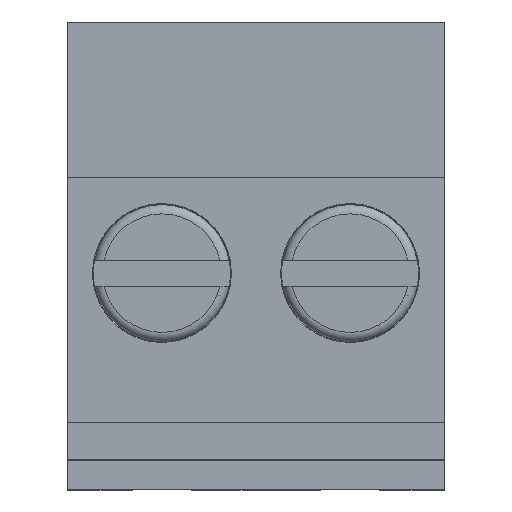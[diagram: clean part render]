
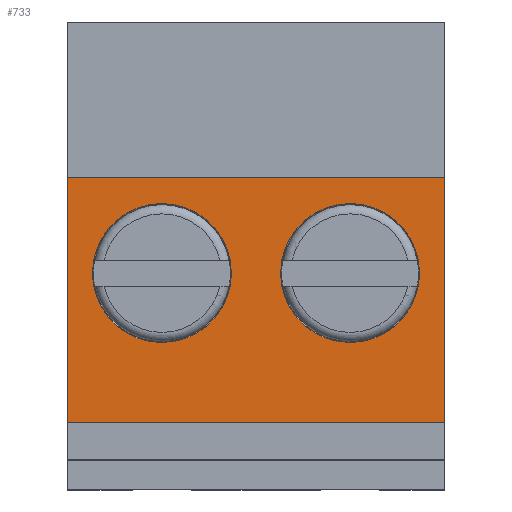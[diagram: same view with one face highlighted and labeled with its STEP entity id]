
A CAD part, top view. The second image highlights one B-rep face of the part: STEP entity #733.
In plain terms, the highlighted planar face has unit normal (0, 0, 1).
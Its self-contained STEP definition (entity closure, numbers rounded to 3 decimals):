
#733 = ADVANCED_FACE( '', ( #1614, #1615, #1616 ), #1617, .T. );
#1614 = FACE_BOUND( '', #2702, .T. );
#1615 = FACE_OUTER_BOUND( '', #2703, .T. );
#1616 = FACE_BOUND( '', #2704, .T. );
#1617 = PLANE( '', #2705 );
#2702 = EDGE_LOOP( '', ( #4521 ) );
#2703 = EDGE_LOOP( '', ( #4522, #4523, #4524, #4525 ) );
#2704 = EDGE_LOOP( '', ( #4526 ) );
#2705 = AXIS2_PLACEMENT_3D( '', #4527, #4528, #4529 );
#4521 = ORIENTED_EDGE( '', *, *, #7328, .T. );
#4522 = ORIENTED_EDGE( '', *, *, #7329, .F. );
#4523 = ORIENTED_EDGE( '', *, *, #7280, .F. );
#4524 = ORIENTED_EDGE( '', *, *, #7330, .T. );
#4525 = ORIENTED_EDGE( '', *, *, #7331, .T. );
#4526 = ORIENTED_EDGE( '', *, *, #7332, .T. );
#4527 = CARTESIAN_POINT( '', ( 5.08, -4.5, 9. ) );
#4528 = DIRECTION( '', ( 0., 0., 1. ) );
#4529 = DIRECTION( '', ( 1., 0., 0. ) );
#7280 = EDGE_CURVE( '', #8992, #8988, #8994, .T. );
#7328 = EDGE_CURVE( '', #9063, #9063, #9064, .T. );
#7329 = EDGE_CURVE( '', #8988, #9065, #9066, .T. );
#7330 = EDGE_CURVE( '', #8992, #9067, #9068, .T. );
#7331 = EDGE_CURVE( '', #9067, #9065, #9069, .T. );
#7332 = EDGE_CURVE( '', #9070, #9070, #9071, .T. );
#8988 = VERTEX_POINT( '', #11348 );
#8992 = VERTEX_POINT( '', #11354 );
#8994 = LINE( '', #11357, #11358 );
#9063 = VERTEX_POINT( '', #11457 );
#9064 = CIRCLE( '', #11458, 1.875 );
#9065 = VERTEX_POINT( '', #11459 );
#9066 = LINE( '', #11460, #11461 );
#9067 = VERTEX_POINT( '', #11462 );
#9068 = LINE( '', #11463, #11464 );
#9069 = LINE( '', #11465, #11466 );
#9070 = VERTEX_POINT( '', #11467 );
#9071 = CIRCLE( '', #11468, 1.875 );
#11348 = CARTESIAN_POINT( '', ( -5.08, -4.5, 9. ) );
#11354 = CARTESIAN_POINT( '', ( 5.08, -4.5, 9. ) );
#11357 = CARTESIAN_POINT( '', ( 5.08, -4.5, 9. ) );
#11358 = VECTOR( '', #13228, 1000. );
#11457 = CARTESIAN_POINT( '', ( 4.415, -0.475, 9. ) );
#11458 = AXIS2_PLACEMENT_3D( '', #13277, #13278, #13279 );
#11459 = CARTESIAN_POINT( '', ( -5.08, 2.1, 9. ) );
#11460 = CARTESIAN_POINT( '', ( -5.08, -4.5, 9. ) );
#11461 = VECTOR( '', #13280, 1000. );
#11462 = CARTESIAN_POINT( '', ( 5.08, 2.1, 9. ) );
#11463 = CARTESIAN_POINT( '', ( 5.08, -4.5, 9. ) );
#11464 = VECTOR( '', #13281, 1000. );
#11465 = CARTESIAN_POINT( '', ( 5.08, 2.1, 9. ) );
#11466 = VECTOR( '', #13282, 1000. );
#11467 = CARTESIAN_POINT( '', ( -0.665, -0.475, 9. ) );
#11468 = AXIS2_PLACEMENT_3D( '', #13283, #13284, #13285 );
#13228 = DIRECTION( '', ( -1., 0., 0. ) );
#13277 = CARTESIAN_POINT( '', ( 2.54, -0.475, 9. ) );
#13278 = DIRECTION( '', ( 0., 0., -1. ) );
#13279 = DIRECTION( '', ( 1., 0., 0. ) );
#13280 = DIRECTION( '', ( 0., 1., 0. ) );
#13281 = DIRECTION( '', ( 0., 1., 0. ) );
#13282 = DIRECTION( '', ( -1., 0., 0. ) );
#13283 = CARTESIAN_POINT( '', ( -2.54, -0.475, 9. ) );
#13284 = DIRECTION( '', ( 0., 0., -1. ) );
#13285 = DIRECTION( '', ( 1., 0., 0. ) );
